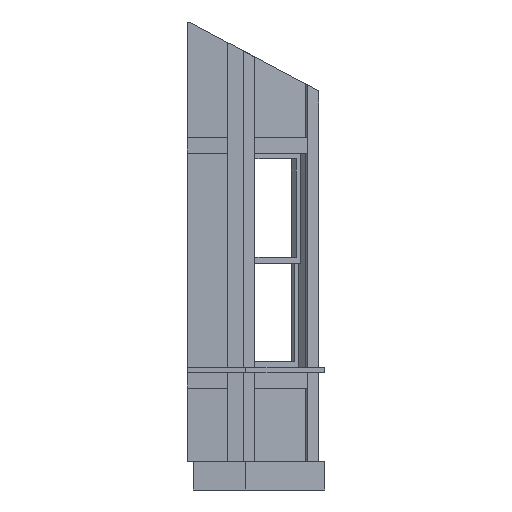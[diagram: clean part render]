
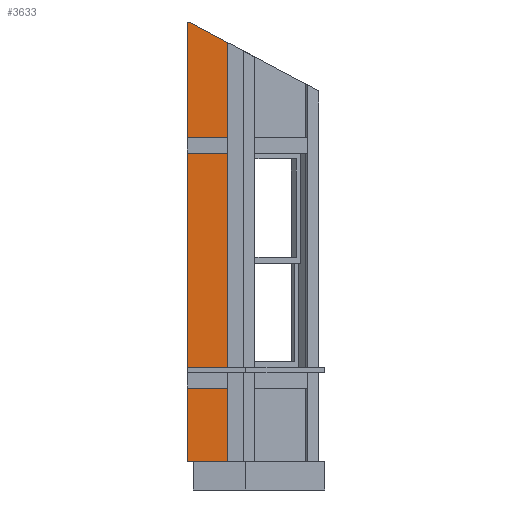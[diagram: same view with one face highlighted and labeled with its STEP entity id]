
A CAD part, left-side view. The second image highlights one B-rep face of the part: STEP entity #3633.
In plain terms, the highlighted planar face has unit normal (-1, 0, 0).
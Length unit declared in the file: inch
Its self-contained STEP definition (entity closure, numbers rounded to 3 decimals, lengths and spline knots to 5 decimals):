
#68=CIRCLE('',#3959,0.01);
#240=FACE_OUTER_BOUND('',#449,.T.);
#449=EDGE_LOOP('',(#2910,#2911,#2912,#2913,#2914,#2915,#2916));
#771=LINE('',#5540,#1256);
#775=LINE('',#5548,#1260);
#782=LINE('',#5561,#1267);
#801=LINE('',#5621,#1286);
#804=LINE('',#5629,#1289);
#812=LINE('',#5644,#1297);
#1256=VECTOR('',#4520,0.3937);
#1260=VECTOR('',#4526,0.3937);
#1267=VECTOR('',#4535,0.3937);
#1286=VECTOR('',#4596,0.3937);
#1289=VECTOR('',#4607,0.3937);
#1297=VECTOR('',#4623,0.3937);
#1666=VERTEX_POINT('',#5538);
#1667=VERTEX_POINT('',#5539);
#1670=VERTEX_POINT('',#5547);
#1675=VERTEX_POINT('',#5559);
#1683=VERTEX_POINT('',#5580);
#1684=VERTEX_POINT('',#5582);
#1696=VERTEX_POINT('',#5628);
#2073=EDGE_CURVE('',#1666,#1667,#771,.T.);
#2077=EDGE_CURVE('',#1667,#1670,#775,.T.);
#2084=EDGE_CURVE('',#1675,#1670,#782,.T.);
#2095=EDGE_CURVE('',#1683,#1684,#68,.T.);
#2115=EDGE_CURVE('',#1666,#1683,#801,.T.);
#2118=EDGE_CURVE('',#1696,#1684,#804,.T.);
#2126=EDGE_CURVE('',#1675,#1696,#812,.T.);
#2910=ORIENTED_EDGE('',*,*,#2077,.T.);
#2911=ORIENTED_EDGE('',*,*,#2084,.F.);
#2912=ORIENTED_EDGE('',*,*,#2126,.T.);
#2913=ORIENTED_EDGE('',*,*,#2118,.T.);
#2914=ORIENTED_EDGE('',*,*,#2095,.F.);
#2915=ORIENTED_EDGE('',*,*,#2115,.F.);
#2916=ORIENTED_EDGE('',*,*,#2073,.T.);
#3436=PLANE('',#3984);
#3633=ADVANCED_FACE('',(#240),#3436,.T.);
#3959=AXIS2_PLACEMENT_3D('',#5583,#4552,#4553);
#3984=AXIS2_PLACEMENT_3D('',#5645,#4624,#4625);
#4520=DIRECTION('',(0.,-1.,0.));
#4526=DIRECTION('',(0.,0.,-1.));
#4535=DIRECTION('',(0.,1.,0.));
#4552=DIRECTION('center_axis',(1.,0.,0.));
#4553=DIRECTION('ref_axis',(0.,0.515,0.857));
#4596=DIRECTION('',(0.,0.,1.));
#4607=DIRECTION('',(0.,0.883,0.469));
#4623=DIRECTION('',(0.,0.,1.));
#4624=DIRECTION('center_axis',(-1.,0.,0.));
#4625=DIRECTION('ref_axis',(0.,-1.,0.));
#5538=CARTESIAN_POINT('',(0.,0.,0.21));
#5539=CARTESIAN_POINT('',(0.,-0.045,0.21));
#5540=CARTESIAN_POINT('',(0.,0.,0.21));
#5547=CARTESIAN_POINT('',(0.,-0.045,0.));
#5548=CARTESIAN_POINT('',(0.,-0.045,0.105));
#5559=CARTESIAN_POINT('',(0.,-0.40856,0.));
#5561=CARTESIAN_POINT('',(0.,-0.40856,0.));
#5580=CARTESIAN_POINT('',(0.,0.,3.48336));
#5582=CARTESIAN_POINT('',(0.,-0.01469,3.49219));
#5583=CARTESIAN_POINT('Origin',(0.,-0.01,
3.48336));
#5621=CARTESIAN_POINT('',(0.,0.,0.));
#5628=CARTESIAN_POINT('',(0.,-0.40856,3.28276));
#5629=CARTESIAN_POINT('',(0.,-1.27498,2.82208));
#5644=CARTESIAN_POINT('',(0.,-0.40856,0.));
#5645=CARTESIAN_POINT('Origin',(0.,0.,0.));
